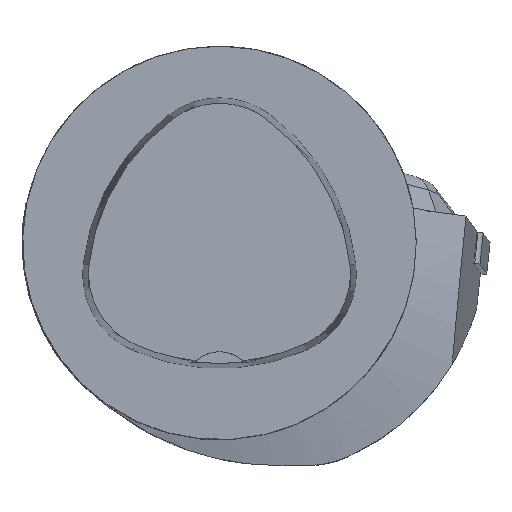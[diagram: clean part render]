
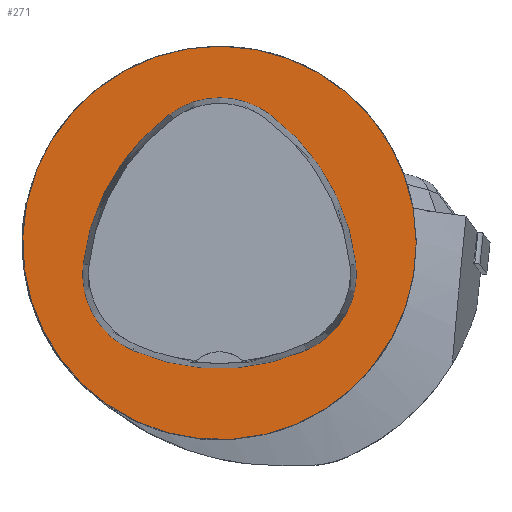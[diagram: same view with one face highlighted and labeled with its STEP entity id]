
A CAD part, top view. The second image highlights one B-rep face of the part: STEP entity #271.
In plain terms, the highlighted planar face has unit normal (0, 0, 1).
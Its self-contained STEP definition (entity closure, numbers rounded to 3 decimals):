
#271=ADVANCED_FACE('',(#662,#663),#342,.T.);
#342=PLANE('',#1805);
#662=FACE_BOUND('',#707,.T.);
#663=FACE_BOUND('',#708,.T.);
#707=EDGE_LOOP('',(#969,#970,#971,#972,#973,#974));
#708=EDGE_LOOP('',(#975));
#969=ORIENTED_EDGE('',*,*,#1501,.F.);
#970=ORIENTED_EDGE('',*,*,#1496,.F.);
#971=ORIENTED_EDGE('',*,*,#1491,.F.);
#972=ORIENTED_EDGE('',*,*,#1488,.F.);
#973=ORIENTED_EDGE('',*,*,#1485,.F.);
#974=ORIENTED_EDGE('',*,*,#1481,.F.);
#975=ORIENTED_EDGE('',*,*,#1472,.T.);
#1298=VERTEX_POINT('',#2689);
#1307=VERTEX_POINT('',#2708);
#1308=VERTEX_POINT('',#2709);
#1311=VERTEX_POINT('',#2717);
#1313=VERTEX_POINT('',#2723);
#1315=VERTEX_POINT('',#2729);
#1319=VERTEX_POINT('',#2742);
#1472=EDGE_CURVE('',#1298,#1298,#1609,.T.);
#1481=EDGE_CURVE('',#1307,#1308,#1610,.T.);
#1485=EDGE_CURVE('',#1308,#1311,#1612,.T.);
#1488=EDGE_CURVE('',#1311,#1313,#1614,.T.);
#1491=EDGE_CURVE('',#1313,#1315,#1616,.T.);
#1496=EDGE_CURVE('',#1315,#1319,#1619,.T.);
#1501=EDGE_CURVE('',#1319,#1307,#1622,.T.);
#1609=CIRCLE('',#1777,40.);
#1610=CIRCLE('',#1783,44.);
#1612=CIRCLE('',#1786,17.);
#1614=CIRCLE('',#1789,44.);
#1616=CIRCLE('',#1792,17.);
#1619=CIRCLE('',#1796,44.);
#1622=CIRCLE('',#1800,17.);
#1777=AXIS2_PLACEMENT_3D('',#2688,#2066,#2067);
#1783=AXIS2_PLACEMENT_3D('',#2707,#2082,#2083);
#1786=AXIS2_PLACEMENT_3D('',#2716,#2090,#2091);
#1789=AXIS2_PLACEMENT_3D('',#2722,#2097,#2098);
#1792=AXIS2_PLACEMENT_3D('',#2728,#2104,#2105);
#1796=AXIS2_PLACEMENT_3D('',#2741,#2113,#2114);
#1800=AXIS2_PLACEMENT_3D('',#2754,#2122,#2123);
#1805=AXIS2_PLACEMENT_3D('',#2759,#2132,#2133);
#2066=DIRECTION('',(0.,0.,1.));
#2067=DIRECTION('',(1.,0.,0.));
#2082=DIRECTION('',(0.,0.,1.));
#2083=DIRECTION('',(1.,0.,0.));
#2090=DIRECTION('',(0.,0.,1.));
#2091=DIRECTION('',(1.,0.,0.));
#2097=DIRECTION('',(0.,0.,1.));
#2098=DIRECTION('',(1.,0.,0.));
#2104=DIRECTION('',(0.,0.,1.));
#2105=DIRECTION('',(1.,0.,0.));
#2113=DIRECTION('',(0.,0.,1.));
#2114=DIRECTION('',(1.,0.,0.));
#2122=DIRECTION('',(0.,0.,1.));
#2123=DIRECTION('',(1.,0.,0.));
#2132=DIRECTION('',(0.,0.,1.));
#2133=DIRECTION('',(-1.,0.,0.));
#2688=CARTESIAN_POINT('',(0.,0.,0.));
#2689=CARTESIAN_POINT('',(40.,0.,0.));
#2707=CARTESIAN_POINT('',(-16.01,-9.224,0.));
#2708=CARTESIAN_POINT('',(27.722,-4.378,0.));
#2709=CARTESIAN_POINT('',(10.119,26.178,0.));
#2716=CARTESIAN_POINT('',(0.023,12.5,0.));
#2717=CARTESIAN_POINT('',(-10.049,26.194,0.));
#2722=CARTESIAN_POINT('',(16.021,-9.25,0.));
#2723=CARTESIAN_POINT('',(-27.71,-4.394,0.));
#2728=CARTESIAN_POINT('',(-10.814,-6.27,0.));
#2729=CARTESIAN_POINT('',(-17.611,-21.852,0.));
#2741=CARTESIAN_POINT('',(-0.017,18.477,0.));
#2742=CARTESIAN_POINT('',(17.652,-21.819,0.));
#2754=CARTESIAN_POINT('',(10.825,-6.25,0.));
#2759=CARTESIAN_POINT('',(0.,0.,0.));
